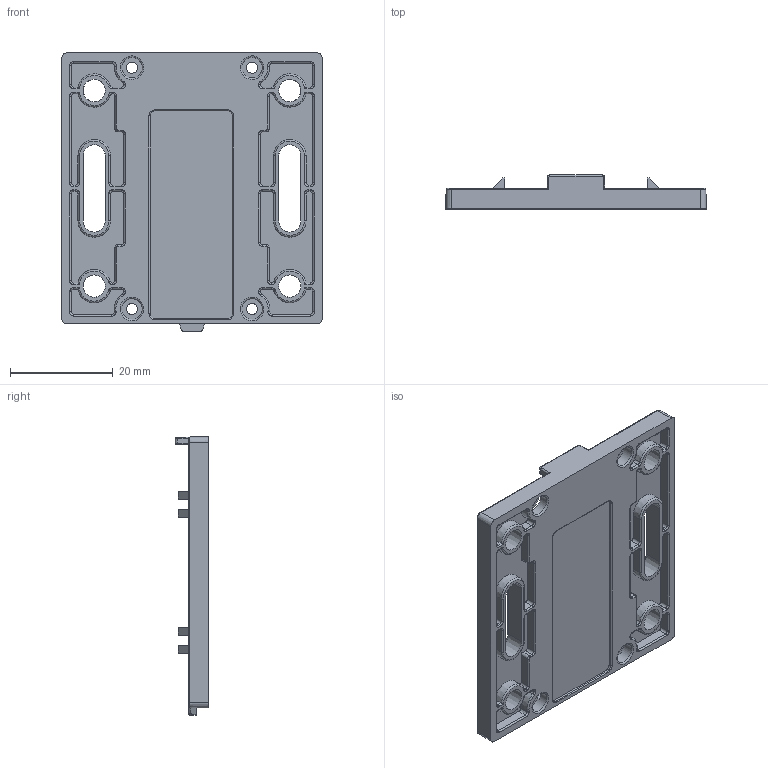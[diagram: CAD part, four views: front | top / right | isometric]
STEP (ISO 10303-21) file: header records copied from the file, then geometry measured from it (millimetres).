
FILE_DESCRIPTION(/* description */ (''),/* implementation_level */ '2;1');
FILE_NAME(/* name */ 'Bottom.ipt.step',/* time_stamp */ '2020-04-16T23:13:48-04:00',/* author */ ('Jordan'),/* organization */ (''),/* preprocessor_version */ 'ST-DEVELOPER v17',/* originating_system */ 'Autodesk Inventor 2019',/* authorisation */ '');
FILE_SCHEMA (('AUTOMOTIVE_DESIGN { 1 0 10303 214 3 1 1 }'));
Length unit declared in the file: inch
Products named in the file (1): Bottom
Bounding box: 50.74 x 6.6 x 54.27 mm (x, y, z)
Volume: 6020.9 mm3; surface area: 7742.6 mm2
Topology: 1 solids, 1 shells, 451 faces, 1163 edges, 732 vertices
Faces by surface type: plane 158, cylinder 145, bspline 82, torus 36, cone 28, sphere 2
Full cylindrical faces by diameter (mm): 2.2 x4, 4 x4
Entity records: 19234 total; most frequent: CARTESIAN_POINT 8514, ORIENTED_EDGE 2326, DIRECTION 2133, EDGE_CURVE 1163, AXIS2_PLACEMENT_3D 783, VERTEX_POINT 732, LINE 567, VECTOR 567
